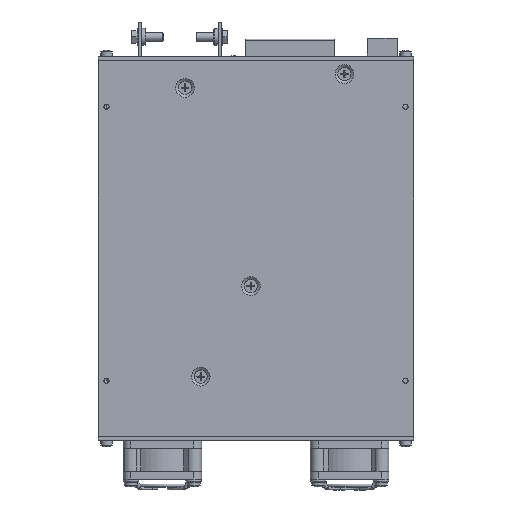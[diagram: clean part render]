
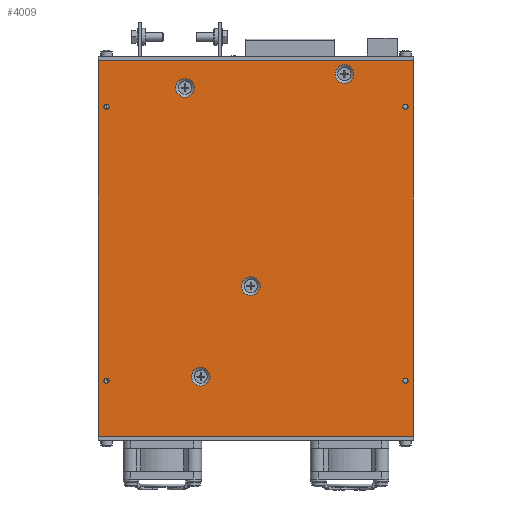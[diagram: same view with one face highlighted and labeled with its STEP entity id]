
A CAD part, front view. The second image highlights one B-rep face of the part: STEP entity #4009.
In plain terms, the highlighted planar face has unit normal (0, -1, 0).
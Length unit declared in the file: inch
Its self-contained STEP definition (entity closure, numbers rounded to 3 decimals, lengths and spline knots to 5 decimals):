
#124=CARTESIAN_POINT('',(-0.82619,3.37062,-6.342));
#125=VERTEX_POINT('',#124);
#126=CARTESIAN_POINT('',(-1.01369,3.37062,-6.342));
#127=DIRECTION('',(0.0,1.0,0.0));
#128=DIRECTION('',(1.0,0.0,0.0));
#129=AXIS2_PLACEMENT_3D('',#126,#127,#128);
#130=CIRCLE('',#129,0.1875);
#131=EDGE_CURVE('',#125,#125,#130,.T.);
#172=CARTESIAN_POINT('',(0.17781,3.37062,-4.523));
#173=VERTEX_POINT('',#172);
#174=CARTESIAN_POINT('',(-0.00969,3.37062,-4.523));
#175=DIRECTION('',(0.0,1.0,0.0));
#176=DIRECTION('',(1.0,0.0,0.0));
#177=AXIS2_PLACEMENT_3D('',#174,#175,#176);
#178=CIRCLE('',#177,0.1875);
#179=EDGE_CURVE('',#173,#173,#178,.T.);
#220=CARTESIAN_POINT('',(2.05581,3.37062,-0.266));
#221=VERTEX_POINT('',#220);
#222=CARTESIAN_POINT('',(1.86831,3.37062,-0.266));
#223=DIRECTION('',(0.0,1.0,0.0));
#224=DIRECTION('',(1.0,0.0,0.0));
#225=AXIS2_PLACEMENT_3D('',#222,#223,#224);
#226=CIRCLE('',#225,0.1875);
#227=EDGE_CURVE('',#221,#221,#226,.T.);
#268=CARTESIAN_POINT('',(-1.14319,3.37062,-0.543));
#269=VERTEX_POINT('',#268);
#270=CARTESIAN_POINT('',(-1.33069,3.37062,-0.543));
#271=DIRECTION('',(0.0,1.0,0.0));
#272=DIRECTION('',(1.0,0.0,0.0));
#273=AXIS2_PLACEMENT_3D('',#270,#271,#272);
#274=CIRCLE('',#273,0.1875);
#275=EDGE_CURVE('',#269,#269,#274,.T.);
#1965=CARTESIAN_POINT('',(-2.85369,3.37062,-6.42));
#1966=VERTEX_POINT('',#1965);
#1967=CARTESIAN_POINT('',(-2.90569,3.37062,-6.42));
#1968=DIRECTION('',(0.0,1.0,0.0));
#1969=DIRECTION('',(1.0,0.0,0.0));
#1970=AXIS2_PLACEMENT_3D('',#1967,#1968,#1969);
#1971=CIRCLE('',#1970,0.052);
#1972=EDGE_CURVE('',#1966,#1966,#1971,.T.);
#2470=CARTESIAN_POINT('',(3.14631,3.37062,-6.42));
#2471=VERTEX_POINT('',#2470);
#2472=CARTESIAN_POINT('',(3.09431,3.37062,-6.42));
#2473=DIRECTION('',(0.0,1.0,0.0));
#2474=DIRECTION('',(1.0,0.0,0.0));
#2475=AXIS2_PLACEMENT_3D('',#2472,#2473,#2474);
#2476=CIRCLE('',#2475,0.052);
#2477=EDGE_CURVE('',#2471,#2471,#2476,.T.);
#2998=CARTESIAN_POINT('',(-2.85369,3.37062,-0.92));
#2999=VERTEX_POINT('',#2998);
#3000=CARTESIAN_POINT('',(-2.90569,3.37062,-0.92));
#3001=DIRECTION('',(0.0,1.0,0.0));
#3002=DIRECTION('',(1.0,0.0,0.0));
#3003=AXIS2_PLACEMENT_3D('',#3000,#3001,#3002);
#3004=CIRCLE('',#3003,0.052);
#3005=EDGE_CURVE('',#2999,#2999,#3004,.T.);
#3452=CARTESIAN_POINT('',(3.14631,3.37062,-0.92));
#3453=VERTEX_POINT('',#3452);
#3454=CARTESIAN_POINT('',(3.09431,3.37062,-0.92));
#3455=DIRECTION('',(0.0,1.0,0.0));
#3456=DIRECTION('',(1.0,0.0,0.0));
#3457=AXIS2_PLACEMENT_3D('',#3454,#3455,#3456);
#3458=CIRCLE('',#3457,0.052);
#3459=EDGE_CURVE('',#3453,#3453,#3458,.T.);
#3927=CARTESIAN_POINT('',(-3.06069,3.37062,-7.54));
#3928=VERTEX_POINT('',#3927);
#3936=CARTESIAN_POINT('',(-3.06069,3.37062,0.0));
#3937=VERTEX_POINT('',#3936);
#3938=CARTESIAN_POINT('',(-3.06069,3.37062,0.0));
#3939=DIRECTION('',(0.0,0.0,-1.0));
#3940=VECTOR('',#3939,7.54);
#3941=LINE('',#3938,#3940);
#3942=EDGE_CURVE('',#3937,#3928,#3941,.T.);
#3955=CARTESIAN_POINT('',(-3.06069,3.37062,0.0));
#3956=DIRECTION('',(0.0,-1.0,0.0));
#3957=DIRECTION('',(0.0,0.0,-1.0));
#3958=AXIS2_PLACEMENT_3D('',#3955,#3956,#3957);
#3959=PLANE('',#3958);
#3960=CARTESIAN_POINT('',(3.24931,3.37062,-7.54));
#3961=VERTEX_POINT('',#3960);
#3962=CARTESIAN_POINT('',(-3.06069,3.37062,-7.54));
#3963=DIRECTION('',(1.0,0.0,0.0));
#3964=VECTOR('',#3963,6.31);
#3965=LINE('',#3962,#3964);
#3966=EDGE_CURVE('',#3928,#3961,#3965,.T.);
#3967=ORIENTED_EDGE('',*,*,#3966,.T.);
#3968=CARTESIAN_POINT('',(3.24931,3.37062,0.0));
#3969=VERTEX_POINT('',#3968);
#3970=CARTESIAN_POINT('',(3.24931,3.37062,0.0));
#3971=DIRECTION('',(0.0,0.0,-1.0));
#3972=VECTOR('',#3971,7.54);
#3973=LINE('',#3970,#3972);
#3974=EDGE_CURVE('',#3969,#3961,#3973,.T.);
#3975=ORIENTED_EDGE('',*,*,#3974,.F.);
#3976=CARTESIAN_POINT('',(-3.06069,3.37062,0.0));
#3977=DIRECTION('',(1.0,0.0,0.0));
#3978=VECTOR('',#3977,6.31);
#3979=LINE('',#3976,#3978);
#3980=EDGE_CURVE('',#3937,#3969,#3979,.T.);
#3981=ORIENTED_EDGE('',*,*,#3980,.F.);
#3982=ORIENTED_EDGE('',*,*,#3942,.T.);
#3983=EDGE_LOOP('',(#3967,#3975,#3981,#3982));
#3984=FACE_OUTER_BOUND('',#3983,.T.);
#3985=ORIENTED_EDGE('',*,*,#131,.T.);
#3986=EDGE_LOOP('',(#3985));
#3987=FACE_BOUND('',#3986,.T.);
#3988=ORIENTED_EDGE('',*,*,#179,.T.);
#3989=EDGE_LOOP('',(#3988));
#3990=FACE_BOUND('',#3989,.T.);
#3991=ORIENTED_EDGE('',*,*,#227,.T.);
#3992=EDGE_LOOP('',(#3991));
#3993=FACE_BOUND('',#3992,.T.);
#3994=ORIENTED_EDGE('',*,*,#275,.T.);
#3995=EDGE_LOOP('',(#3994));
#3996=FACE_BOUND('',#3995,.T.);
#3997=ORIENTED_EDGE('',*,*,#1972,.T.);
#3998=EDGE_LOOP('',(#3997));
#3999=FACE_BOUND('',#3998,.T.);
#4000=ORIENTED_EDGE('',*,*,#2477,.T.);
#4001=EDGE_LOOP('',(#4000));
#4002=FACE_BOUND('',#4001,.T.);
#4003=ORIENTED_EDGE('',*,*,#3005,.T.);
#4004=EDGE_LOOP('',(#4003));
#4005=FACE_BOUND('',#4004,.T.);
#4006=ORIENTED_EDGE('',*,*,#3459,.T.);
#4007=EDGE_LOOP('',(#4006));
#4008=FACE_BOUND('',#4007,.T.);
#4009=ADVANCED_FACE('',(#3984,#3987,#3990,#3993,#3996,#3999,#4002,#4005,#4008),#3959,.T.);
